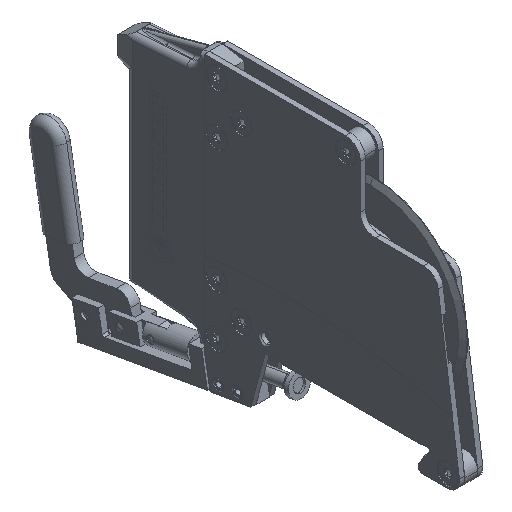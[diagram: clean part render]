
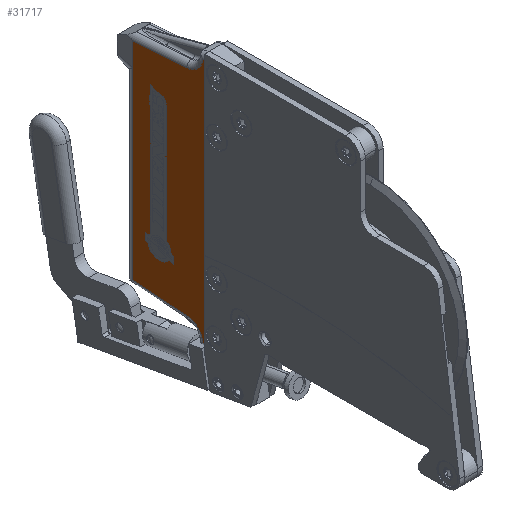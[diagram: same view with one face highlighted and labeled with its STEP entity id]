
A CAD part, isometric view. The second image highlights one B-rep face of the part: STEP entity #31717.
In plain terms, the highlighted planar face has unit normal (-1, 0, 0).
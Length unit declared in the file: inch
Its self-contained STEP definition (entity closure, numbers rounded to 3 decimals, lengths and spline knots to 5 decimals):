
#377 = AXIS2_PLACEMENT_3D ( 'NONE', #25146, #16866, #37815 ) ;
#1250 = DIRECTION ( 'NONE',  ( 0., 0., 1. ) ) ;
#2468 = VECTOR ( 'NONE', #4169, 39.37008 ) ;
#2926 = CIRCLE ( 'NONE', #377, 0.27559 ) ;
#3094 = ORIENTED_EDGE ( 'NONE', *, *, #12387, .T. ) ;
#3190 = CARTESIAN_POINT ( 'NONE',  ( 0.00157, 1.5355, 1.71801 ) ) ;
#3240 = DIRECTION ( 'NONE',  ( 0., -0.966, -0.259 ) ) ;
#4104 = LINE ( 'NONE', #24708, #8902 ) ;
#4169 = DIRECTION ( 'NONE',  ( 0., 0.998, -0.07 ) ) ;
#4224 = CARTESIAN_POINT ( 'NONE',  ( 0.00157, 1.55473, -1.99269 ) ) ;
#4364 = CARTESIAN_POINT ( 'NONE',  ( 0.00157, 2.40906, 1.65693 ) ) ;
#4647 = ORIENTED_EDGE ( 'NONE', *, *, #29034, .F. ) ;
#4734 = CARTESIAN_POINT ( 'NONE',  ( 0.00157, 2.40906, 1.27633 ) ) ;
#4899 = LINE ( 'NONE', #22386, #20401 ) ;
#5206 = LINE ( 'NONE', #14634, #36640 ) ;
#5631 = DIRECTION ( 'NONE',  ( -1., 0., 0. ) ) ;
#6122 = ORIENTED_EDGE ( 'NONE', *, *, #17849, .T. ) ;
#6148 =( BOUNDED_CURVE ( )  B_SPLINE_CURVE ( 3, ( #22610, #4734, #7701, #25714 ),
 .UNSPECIFIED., .F., .T. ) 
 B_SPLINE_CURVE_WITH_KNOTS ( ( 4, 4 ),
 ( 0.02129, 0.12253 ),
 .UNSPECIFIED. ) 
 CURVE ( )  GEOMETRIC_REPRESENTATION_ITEM ( )  RATIONAL_B_SPLINE_CURVE ( ( 1., 0.999, 0.999, 1. ) ) 
 REPRESENTATION_ITEM ( '' )  );
#6724 = VERTEX_POINT ( 'NONE', #8824 ) ;
#7701 = CARTESIAN_POINT ( 'NONE',  ( 0.00157, 2.40643, 1.27035 ) ) ;
#7978 = EDGE_CURVE ( 'NONE', #35454, #21267, #4104, .T. ) ;
#7986 = CARTESIAN_POINT ( 'NONE',  ( 0.00157, 2.40119, -1.65724 ) ) ;
#8009 = FACE_OUTER_BOUND ( 'NONE', #22131, .T. ) ;
#8562 = DIRECTION ( 'NONE',  ( 0., 0.966, -0.259 ) ) ;
#8697 = CIRCLE ( 'NONE', #29940, 0.27559 ) ;
#8779 = VERTEX_POINT ( 'NONE', #15817 ) ;
#8824 = CARTESIAN_POINT ( 'NONE',  ( 0.00157, 1.28112, 1.95992 ) ) ;
#8902 = VECTOR ( 'NONE', #9244, 39.37008 ) ;
#9244 = DIRECTION ( 'NONE',  ( 0., 0., -1. ) ) ;
#9345 = CARTESIAN_POINT ( 'NONE',  ( 0.00157, 1.5355, -1.71777 ) ) ;
#9565 = VECTOR ( 'NONE', #26267, 39.37008 ) ;
#9990 = ORIENTED_EDGE ( 'NONE', *, *, #18523, .T. ) ;
#10143 = LINE ( 'NONE', #33988, #34897 ) ;
#10442 = CARTESIAN_POINT ( 'NONE',  ( 0.00157, 2.40119, -1.61904 ) ) ;
#11041 = VERTEX_POINT ( 'NONE', #33680 ) ;
#11354 = PLANE ( 'NONE',  #38747 ) ;
#11388 = VERTEX_POINT ( 'NONE', #9345 ) ;
#12387 = EDGE_CURVE ( 'NONE', #21267, #8779, #6148, .T. ) ;
#12737 = VERTEX_POINT ( 'NONE', #7986 ) ;
#13767 = DIRECTION ( 'NONE',  ( 0., 0., -1. ) ) ;
#14338 = LINE ( 'NONE', #32515, #9565 ) ;
#14388 = CARTESIAN_POINT ( 'NONE',  ( 0.00157, 1.25945, -1.96573 ) ) ;
#14634 = CARTESIAN_POINT ( 'NONE',  ( 0.00157, 1.3375, 1.94481 ) ) ;
#14685 = VERTEX_POINT ( 'NONE', #14388 ) ;
#15632 = ORIENTED_EDGE ( 'NONE', *, *, #7978, .T. ) ;
#15817 = CARTESIAN_POINT ( 'NONE',  ( 0.00157, 2.40119, 1.26384 ) ) ;
#16866 = DIRECTION ( 'NONE',  ( 1., 0., 0. ) ) ;
#17849 = EDGE_CURVE ( 'NONE', #23676, #6724, #5206, .T. ) ;
#18523 = EDGE_CURVE ( 'NONE', #6724, #21276, #2926, .T. ) ;
#20148 = DIRECTION ( 'NONE',  ( 0., 0., 1. ) ) ;
#20401 = VECTOR ( 'NONE', #31160, 39.37008 ) ;
#21267 = VERTEX_POINT ( 'NONE', #23832 ) ;
#21276 = VERTEX_POINT ( 'NONE', #3190 ) ;
#21838 = EDGE_CURVE ( 'NONE', #8779, #12737, #31364, .T. ) ;
#22131 = EDGE_LOOP ( 'NONE', ( #32010, #4647, #6122, #9990, #34637, #15632, #3094, #36798, #30760, #36340 ) ) ;
#22386 = CARTESIAN_POINT ( 'NONE',  ( 0.00157, 1.25945, -1.61904 ) ) ;
#22610 = CARTESIAN_POINT ( 'NONE',  ( 0.00157, 2.40906, 1.28177 ) ) ;
#23171 = EDGE_CURVE ( 'NONE', #21276, #35454, #28841, .T. ) ;
#23676 = VERTEX_POINT ( 'NONE', #33614 ) ;
#23832 = CARTESIAN_POINT ( 'NONE',  ( 0.00157, 2.40906, 1.28177 ) ) ;
#24708 = CARTESIAN_POINT ( 'NONE',  ( 0.00157, 2.40906, 2.04724 ) ) ;
#25146 = CARTESIAN_POINT ( 'NONE',  ( 0.00157, 1.55473, 1.99293 ) ) ;
#25404 = DIRECTION ( 'NONE',  ( 1., 0., 0. ) ) ;
#25714 = CARTESIAN_POINT ( 'NONE',  ( 0.00157, 2.40119, 1.26384 ) ) ;
#26267 = DIRECTION ( 'NONE',  ( 0., -0.998, -0.07 ) ) ;
#28095 = CARTESIAN_POINT ( 'NONE',  ( 0.00157, 2.62919, 1.64154 ) ) ;
#28841 = LINE ( 'NONE', #28095, #2468 ) ;
#29034 = EDGE_CURVE ( 'NONE', #23676, #14685, #4899, .T. ) ;
#29940 = AXIS2_PLACEMENT_3D ( 'NONE', #4224, #25404, #1250 ) ;
#30158 = EDGE_CURVE ( 'NONE', #11041, #14685, #10143, .T. ) ;
#30760 = ORIENTED_EDGE ( 'NONE', *, *, #33365, .T. ) ;
#31160 = DIRECTION ( 'NONE',  ( 0., 0., -1. ) ) ;
#31364 = LINE ( 'NONE', #10442, #35449 ) ;
#31717 = ADVANCED_FACE ( 'NONE', ( #8009 ), #11354, .T. ) ;
#32010 = ORIENTED_EDGE ( 'NONE', *, *, #30158, .T. ) ;
#32515 = CARTESIAN_POINT ( 'NONE',  ( 0.00157, 1.5355, -1.71777 ) ) ;
#33365 = EDGE_CURVE ( 'NONE', #12737, #11388, #14338, .T. ) ;
#33614 = CARTESIAN_POINT ( 'NONE',  ( 0.00157, 1.25945, 1.96573 ) ) ;
#33680 = CARTESIAN_POINT ( 'NONE',  ( 0.00157, 1.28109, -1.95993 ) ) ;
#33988 = CARTESIAN_POINT ( 'NONE',  ( 0.00157, 1.23907, -1.97119 ) ) ;
#34637 = ORIENTED_EDGE ( 'NONE', *, *, #23171, .T. ) ;
#34897 = VECTOR ( 'NONE', #3240, 39.37008 ) ;
#35449 = VECTOR ( 'NONE', #13767, 39.37008 ) ;
#35454 = VERTEX_POINT ( 'NONE', #4364 ) ;
#36340 = ORIENTED_EDGE ( 'NONE', *, *, #37331, .T. ) ;
#36640 = VECTOR ( 'NONE', #8562, 39.37008 ) ;
#36798 = ORIENTED_EDGE ( 'NONE', *, *, #21838, .T. ) ;
#37331 = EDGE_CURVE ( 'NONE', #11388, #11041, #8697, .T. ) ;
#37815 = DIRECTION ( 'NONE',  ( 0., 0., 1. ) ) ;
#37948 = CARTESIAN_POINT ( 'NONE',  ( 0.00157, 2.40119, -1.61904 ) ) ;
#38747 = AXIS2_PLACEMENT_3D ( 'NONE', #37948, #5631, #20148 ) ;
